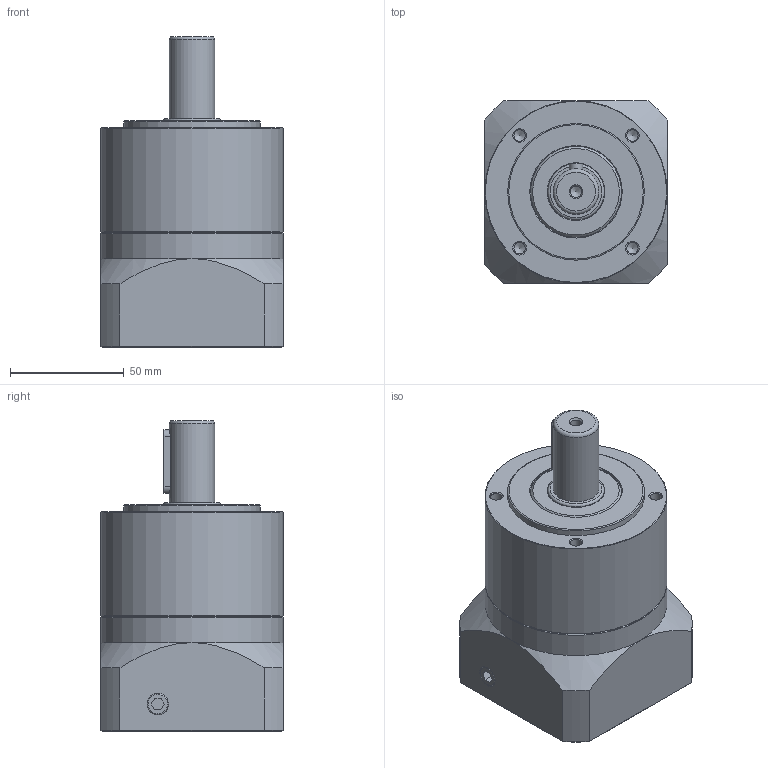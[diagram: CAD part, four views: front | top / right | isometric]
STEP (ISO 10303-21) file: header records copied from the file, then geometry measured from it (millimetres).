
FILE_DESCRIPTION((''),'2;1');
FILE_NAME('KSN80-1 (S19).stp','2013-12-06T16:10:25',('young'),(''),'Autodesk Inventor 2012','Autodesk Inventor 2012','');
FILE_SCHEMA(('AUTOMOTIVE_DESIGN { 1 0 10303 214 1 1 1 1 }'));
Length unit declared in the file: millimetre
Products named in the file (1): KSN80-1 (S19)
Bounding box: 80 x 80 x 136.5 mm (x, y, z)
Volume: 287785.2 mm3; surface area: 95994.1 mm2
Topology: 15 solids, 15 shells, 407 faces, 932 edges, 589 vertices
Faces by surface type: plane 196, cone 101, cylinder 96, torus 14
Full cylindrical faces by diameter (mm): 4.2 x5, 5 x13, 5.5 x5, 6 x1, 8.433 x2, 8.5 x4, 9 x1, 9.5 x2, 10 x1, 17 x1, 19.2 x1, 20 x1, 23.5 x1, 24.8 x2, 25 x3, 26 x1, 27 x2, 30 x1, 33 x1, 35 x3, 38 x1, 40 x3, 43 x1, 52 x1, 54 x1, 56 x1, 56.4 x2, 60 x1, 62 x2, 65.8 x1
Entity records: 10762 total; most frequent: CARTESIAN_POINT 2208, DIRECTION 1827, ORIENTED_EDGE 1490, AXIS2_PLACEMENT_3D 762, EDGE_CURVE 745, EDGE_LOOP 613, VERTEX_POINT 548, FACE_OUTER_BOUND 407
